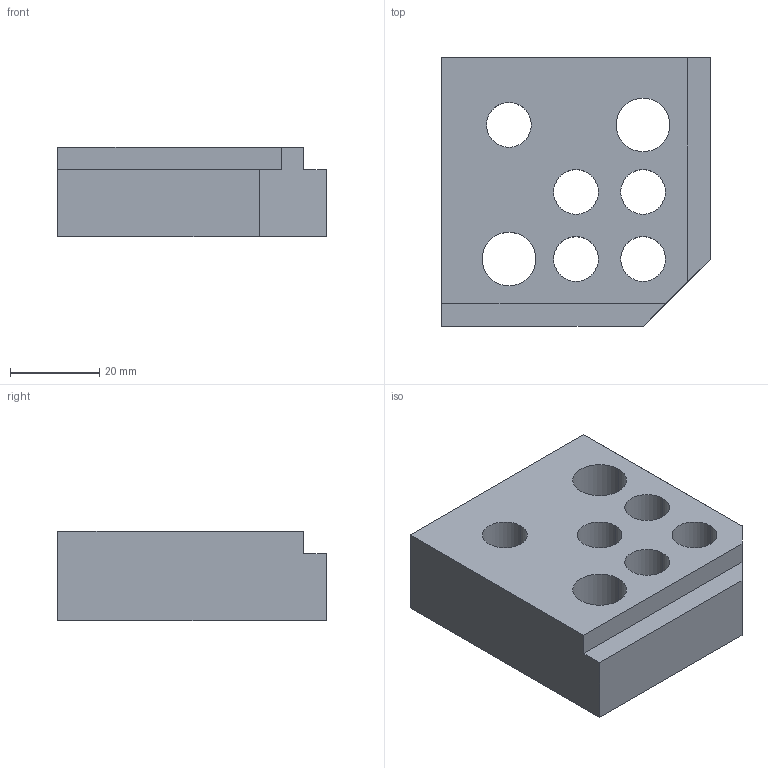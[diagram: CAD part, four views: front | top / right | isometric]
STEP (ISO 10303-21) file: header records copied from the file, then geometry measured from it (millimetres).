
FILE_DESCRIPTION(('produced by SPATIAL CORP'),'2;1');
FILE_NAME( 'dual_surf_edge_block.hh.sat.stp','2002-04-19T11:15:07+00:00',( 'SPATIAL CORP'),('SPATIAL CORP'),'ACIS STEP Husk', 'http://www.spatial.com','SPATIAL CORP');
FILE_SCHEMA(('CONFIG_CONTROL_DESIGN'));
Length unit declared in the file: millimetre
Products named in the file (1): PRODUCT_ID_1
Bounding box: 60 x 60 x 20 mm (x, y, z)
Volume: 54990.7 mm3; surface area: 14940.9 mm2
Topology: 1 solids, 1 shells, 25 faces, 69 edges, 46 vertices
Faces by surface type: cylinder 14, plane 11
Entity records: 819 total; most frequent: ORIENTED_EDGE 138, CARTESIAN_POINT 119, DIRECTION 105, EDGE_CURVE 69, VERTEX_POINT 46, VECTOR 41, LINE 41, EDGE_LOOP 39
